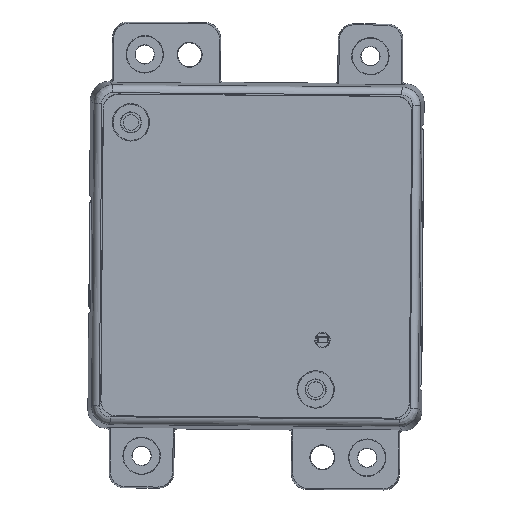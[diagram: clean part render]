
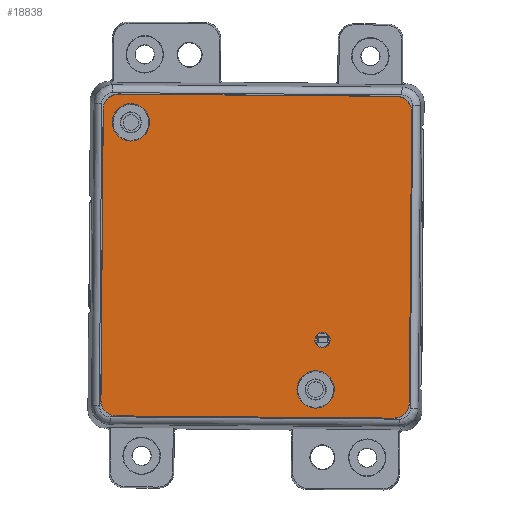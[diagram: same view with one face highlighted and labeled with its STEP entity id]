
A CAD part, top view. The second image highlights one B-rep face of the part: STEP entity #18838.
In plain terms, the highlighted face is planar.
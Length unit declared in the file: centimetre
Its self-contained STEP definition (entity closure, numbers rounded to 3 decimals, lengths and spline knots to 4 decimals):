
#7233=VECTOR('',#33163,1.);
#7234=VECTOR('',#33166,1.);
#7235=VECTOR('',#33169,1.);
#7236=VECTOR('',#33172,1.);
#8438=LINE('',#21236,#7233);
#8439=LINE('',#21241,#7234);
#8440=LINE('',#21245,#7235);
#8441=LINE('',#21249,#7236);
#9546=ELLIPSE('',#19657,0.1273,0.127);
#9547=ELLIPSE('',#19658,0.1273,0.127);
#9548=ELLIPSE('',#19659,0.1273,0.127);
#9549=ELLIPSE('',#19660,0.1273,0.127);
#9648=PLANE('',#19655);
#10208=VERTEX_POINT('',#21225);
#10210=VERTEX_POINT('',#21231);
#10211=VERTEX_POINT('',#21235);
#10212=VERTEX_POINT('',#21237);
#10213=VERTEX_POINT('',#21238);
#10214=VERTEX_POINT('',#21240);
#10215=VERTEX_POINT('',#21242);
#10216=VERTEX_POINT('',#21244);
#10217=VERTEX_POINT('',#21246);
#10218=VERTEX_POINT('',#21248);
#10219=VERTEX_POINT('',#21250);
#11283=CIRCLE('',#19649,0.1537);
#11285=CIRCLE('',#19653,0.1536);
#11286=CIRCLE('',#19656,0.0626);
#11816=EDGE_CURVE('',#10208,#10208,#11283,.T.);
#11818=EDGE_CURVE('',#10210,#10210,#11285,.T.);
#11819=EDGE_CURVE('',#10211,#10211,#11286,.T.);
#11820=EDGE_CURVE('',#10212,#10213,#8438,.T.);
#11821=EDGE_CURVE('',#10213,#10214,#9546,.T.);
#11822=EDGE_CURVE('',#10214,#10215,#8439,.T.);
#11823=EDGE_CURVE('',#10215,#10216,#9547,.T.);
#11824=EDGE_CURVE('',#10216,#10217,#8440,.T.);
#11825=EDGE_CURVE('',#10217,#10218,#9548,.T.);
#11826=EDGE_CURVE('',#10218,#10219,#8441,.T.);
#11827=EDGE_CURVE('',#10219,#10212,#9549,.T.);
#13858=ORIENTED_EDGE('',*,*,#11819,.F.);
#13859=ORIENTED_EDGE('',*,*,#11820,.T.);
#13860=ORIENTED_EDGE('',*,*,#11821,.T.);
#13861=ORIENTED_EDGE('',*,*,#11822,.T.);
#13862=ORIENTED_EDGE('',*,*,#11823,.T.);
#13863=ORIENTED_EDGE('',*,*,#11824,.T.);
#13864=ORIENTED_EDGE('',*,*,#11825,.T.);
#13865=ORIENTED_EDGE('',*,*,#11826,.T.);
#13866=ORIENTED_EDGE('',*,*,#11827,.T.);
#13867=ORIENTED_EDGE('',*,*,#11818,.T.);
#13868=ORIENTED_EDGE('',*,*,#11816,.T.);
#17230=EDGE_LOOP('',(#13858));
#17231=EDGE_LOOP('',(#13859,#13860,#13861,#13862,#13863,#13864,#13865,#13866));
#17232=EDGE_LOOP('',(#13867));
#17233=EDGE_LOOP('',(#13868));
#18051=FACE_BOUND('',#17230,.T.);
#18052=FACE_BOUND('',#17231,.T.);
#18053=FACE_BOUND('',#17232,.T.);
#18054=FACE_BOUND('',#17233,.T.);
#18838=ADVANCED_FACE('',(#18051,#18052,#18053,#18054),#9648,.F.);
#19649=AXIS2_PLACEMENT_3D('',#21224,#33150,#33151);
#19653=AXIS2_PLACEMENT_3D('',#21230,#33157,#33158);
#19655=AXIS2_PLACEMENT_3D('',#21233,#33160,$);
#19656=AXIS2_PLACEMENT_3D('',#21234,#33161,#33162);
#19657=AXIS2_PLACEMENT_3D('',#21239,#33164,#33165);
#19658=AXIS2_PLACEMENT_3D('',#21243,#33167,#33168);
#19659=AXIS2_PLACEMENT_3D('',#21247,#33170,#33171);
#19660=AXIS2_PLACEMENT_3D('',#21251,#33173,#33174);
#21224=CARTESIAN_POINT('',(1.7374,2.3876,0.0254));
#21225=CARTESIAN_POINT('',(1.5837,2.3876,0.0254));
#21230=CARTESIAN_POINT('',(0.2007,0.2032,0.0254));
#21231=CARTESIAN_POINT('',(0.047,0.2032,0.0254));
#21233=CARTESIAN_POINT('',(1.2408,1.2948,0.0254));
#21234=CARTESIAN_POINT('',(1.7907,1.9812,0.0254));
#21235=CARTESIAN_POINT('',(1.8533,1.9812,0.0254));
#21236=CARTESIAN_POINT('',(-0.0273,-0.0295,0.0254));
#21237=CARTESIAN_POINT('',(-0.0273,0.0986,0.0254));
#21238=CARTESIAN_POINT('',(-0.0273,2.491,0.0254));
#21239=CARTESIAN_POINT('',(0.0999,2.4906,0.0254));
#21240=CARTESIAN_POINT('',(0.0995,2.6178,0.0254));
#21241=CARTESIAN_POINT('',(-0.0286,2.6178,0.0254));
#21242=CARTESIAN_POINT('',(2.382,2.6178,0.0254));
#21243=CARTESIAN_POINT('',(2.3817,2.4906,0.0254));
#21244=CARTESIAN_POINT('',(2.5089,2.491,0.0254));
#21245=CARTESIAN_POINT('',(2.5089,2.6192,0.0254));
#21246=CARTESIAN_POINT('',(2.5089,0.0986,0.0254));
#21247=CARTESIAN_POINT('',(2.3817,0.099,0.0254));
#21248=CARTESIAN_POINT('',(2.382,-0.0282,0.0254));
#21249=CARTESIAN_POINT('',(2.5102,-0.0282,0.0254));
#21250=CARTESIAN_POINT('',(0.0995,-0.0282,0.0254));
#21251=CARTESIAN_POINT('',(0.0999,0.099,0.0254));
#33150=DIRECTION('',(0.,0.,1.));
#33151=DIRECTION('',(-0.154,0.,0.));
#33157=DIRECTION('',(0.,0.,1.));
#33158=DIRECTION('',(-0.154,0.,0.));
#33160=DIRECTION('',(0.,0.,1.));
#33161=DIRECTION('',(0.,0.,-1.));
#33162=DIRECTION('',(-0.063,0.,0.));
#33163=DIRECTION('',(0.,1.,0.));
#33164=DIRECTION('',(0.,0.,-1.));
#33165=DIRECTION('',(-0.09,0.09,0.));
#33166=DIRECTION('',(1.,0.,0.));
#33167=DIRECTION('',(0.,0.,-1.));
#33168=DIRECTION('',(0.09,0.09,0.));
#33169=DIRECTION('',(0.,-1.,0.));
#33170=DIRECTION('',(0.,0.,-1.));
#33171=DIRECTION('',(0.09,-0.09,0.));
#33172=DIRECTION('',(-1.,0.,0.));
#33173=DIRECTION('',(0.,0.,-1.));
#33174=DIRECTION('',(-0.09,-0.09,0.));
